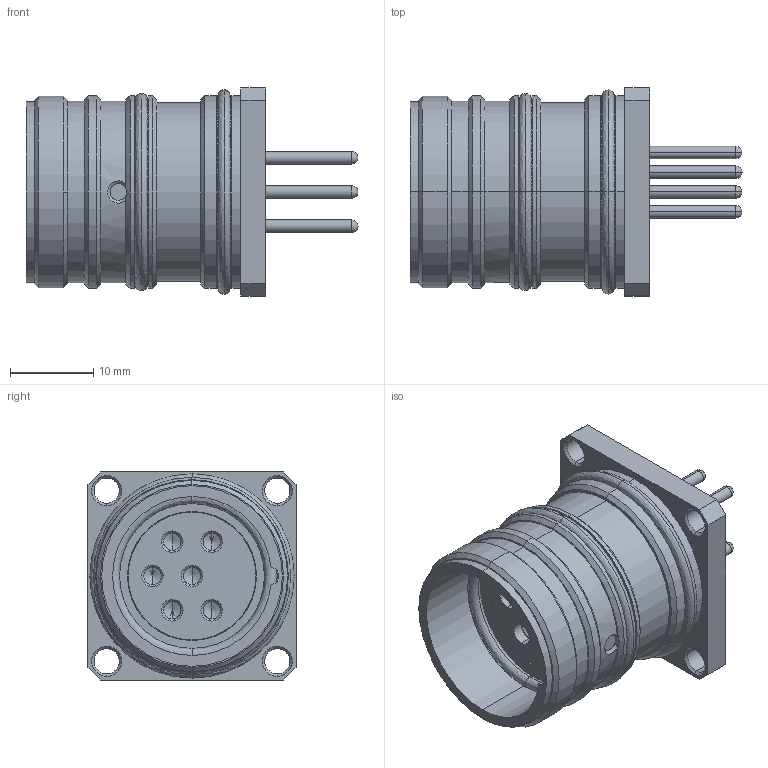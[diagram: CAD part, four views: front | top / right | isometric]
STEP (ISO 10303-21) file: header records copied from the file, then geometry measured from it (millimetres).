
FILE_DESCRIPTION (( 'STEP AP203' ), '1' );
FILE_NAME ('P399.STEP', '2020-04-25T02:58:19', ( 'edpusr' ), ( 'Microsoft' ), 'SwSTEP 2.0', 'SolidWorks 2015', '' );
FILE_SCHEMA (( 'CONFIG_CONTROL_DESIGN' ));
Length unit declared in the file: millimetre
Products named in the file (1): P399
Bounding box: 39.9 x 25 x 25 mm (x, y, z)
Volume: 6960.4 mm3; surface area: 10092.7 mm2
Topology: 4 solids, 8 shells, 616 faces, 1686 edges, 1037 vertices
Faces by surface type: plane 240, cylinder 233, cone 101, bspline 42
Entity records: 20958 total; most frequent: CARTESIAN_POINT 5289, DIRECTION 3381, ORIENTED_EDGE 3276, EDGE_CURVE 1638, AXIS2_PLACEMENT_3D 1319, VERTEX_POINT 1031, CIRCLE 744, LINE 743
